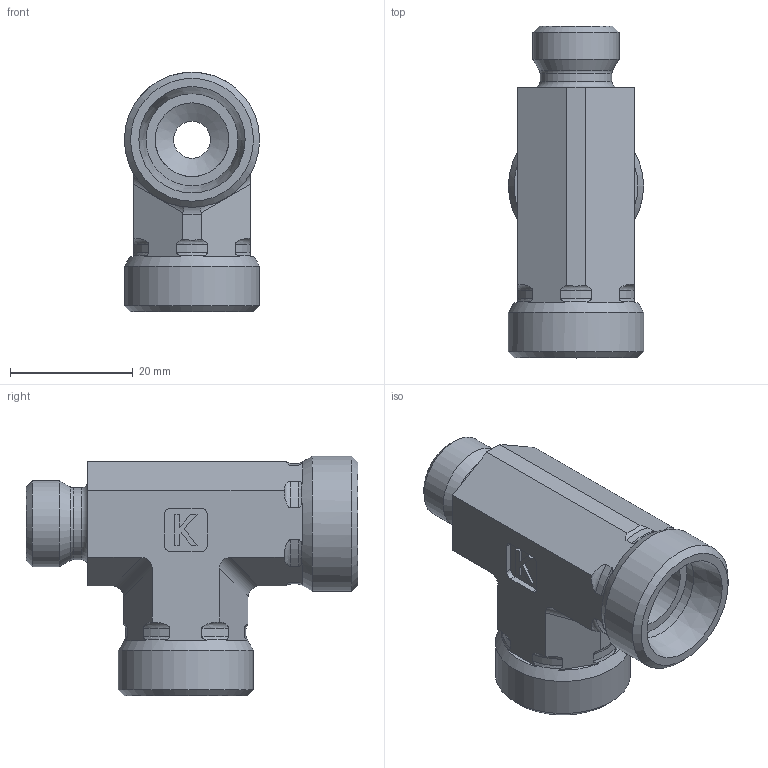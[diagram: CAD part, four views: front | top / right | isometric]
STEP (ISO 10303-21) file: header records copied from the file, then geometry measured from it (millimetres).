
FILE_DESCRIPTION((''),'2;1');
FILE_NAME('374150815.stp','2014-08-13T15:52:53',(''),('KNOMI spol. s r. o.'),'Autodesk Inventor 2012','Autodesk Inventor 2012','');
FILE_SCHEMA(('AUTOMOTIVE_DESIGN { 1 2 10303 214 0 1 1 1 }'));
Length unit declared in the file: millimetre
Products named in the file (1): TS2 15/08/15L M22/M14/M22
Bounding box: 22 x 54 x 39 mm (x, y, z)
Volume: 13418.7 mm3; surface area: 7788.8 mm2
Topology: 1 solids, 1 shells, 131 faces, 363 edges, 239 vertices
Faces by surface type: plane 62, cylinder 32, torus 26, cone 11
Full cylindrical faces by diameter (mm): 6 x1, 8 x1, 11.7 x1, 12 x2, 14 x1, 15 x2, 22 x2
Entity records: 4286 total; most frequent: CARTESIAN_POINT 1143, ORIENTED_EDGE 658, DIRECTION 624, EDGE_CURVE 329, AXIS2_PLACEMENT_3D 240, VERTEX_POINT 229, EDGE_LOOP 162, VECTOR 144
